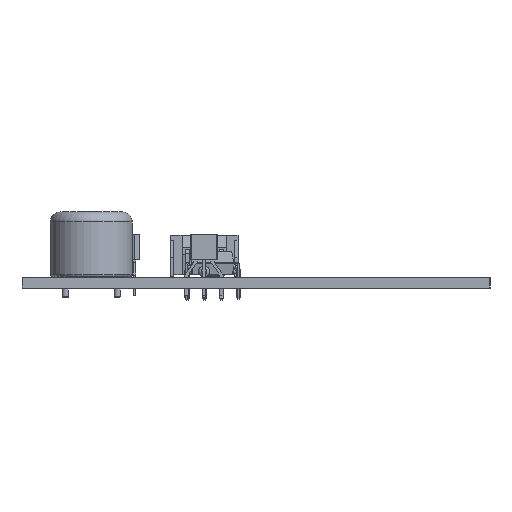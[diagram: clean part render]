
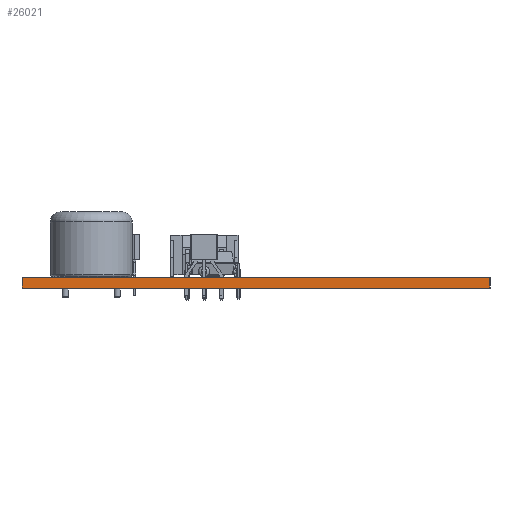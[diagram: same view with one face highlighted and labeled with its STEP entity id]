
A CAD part, left-side view. The second image highlights one B-rep face of the part: STEP entity #26021.
In plain terms, the highlighted planar face has unit normal (-1, 0, 0).
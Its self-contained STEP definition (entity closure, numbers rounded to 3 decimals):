
#25840 = PLANE('',#25841);
#25841 = AXIS2_PLACEMENT_3D('',#25842,#25843,#25844);
#25842 = CARTESIAN_POINT('',(224.79,-69.85,0.));
#25843 = DIRECTION('',(0.,-1.,0.));
#25844 = DIRECTION('',(-1.,0.,0.));
#25865 = VERTEX_POINT('',#25866);
#25866 = CARTESIAN_POINT('',(123.19,-69.85,1.6));
#25880 = PLANE('',#25881);
#25881 = AXIS2_PLACEMENT_3D('',#25882,#25883,#25884);
#25882 = CARTESIAN_POINT('',(173.99,-104.14,1.6));
#25883 = DIRECTION('',(0.,0.,1.));
#25884 = DIRECTION('',(1.,0.,0.));
#25892 = EDGE_CURVE('',#25893,#25865,#25895,.T.);
#25893 = VERTEX_POINT('',#25894);
#25894 = CARTESIAN_POINT('',(123.19,-69.85,0.));
#25895 = SURFACE_CURVE('',#25896,(#25900,#25907),.PCURVE_S1.);
#25896 = LINE('',#25897,#25898);
#25897 = CARTESIAN_POINT('',(123.19,-69.85,0.));
#25898 = VECTOR('',#25899,1.);
#25899 = DIRECTION('',(0.,0.,1.));
#25900 = PCURVE('',#25840,#25901);
#25901 = DEFINITIONAL_REPRESENTATION('',(#25902),#25906);
#25902 = LINE('',#25903,#25904);
#25903 = CARTESIAN_POINT('',(101.6,0.));
#25904 = VECTOR('',#25905,1.);
#25905 = DIRECTION('',(0.,-1.));
#25906 = ( GEOMETRIC_REPRESENTATION_CONTEXT(2) 
PARAMETRIC_REPRESENTATION_CONTEXT() REPRESENTATION_CONTEXT('2D SPACE',''
  ) );
#25907 = PCURVE('',#25908,#25913);
#25908 = PLANE('',#25909);
#25909 = AXIS2_PLACEMENT_3D('',#25910,#25911,#25912);
#25910 = CARTESIAN_POINT('',(123.19,-69.85,0.));
#25911 = DIRECTION('',(1.,0.,0.));
#25912 = DIRECTION('',(0.,-1.,0.));
#25913 = DEFINITIONAL_REPRESENTATION('',(#25914),#25918);
#25914 = LINE('',#25915,#25916);
#25915 = CARTESIAN_POINT('',(0.,0.));
#25916 = VECTOR('',#25917,1.);
#25917 = DIRECTION('',(0.,-1.));
#25918 = ( GEOMETRIC_REPRESENTATION_CONTEXT(2) 
PARAMETRIC_REPRESENTATION_CONTEXT() REPRESENTATION_CONTEXT('2D SPACE',''
  ) );
#25934 = PLANE('',#25935);
#25935 = AXIS2_PLACEMENT_3D('',#25936,#25937,#25938);
#25936 = CARTESIAN_POINT('',(173.99,-104.14,0.));
#25937 = DIRECTION('',(0.,0.,1.));
#25938 = DIRECTION('',(1.,0.,0.));
#25967 = PLANE('',#25968);
#25968 = AXIS2_PLACEMENT_3D('',#25969,#25970,#25971);
#25969 = CARTESIAN_POINT('',(123.19,-138.43,0.));
#25970 = DIRECTION('',(0.,1.,0.));
#25971 = DIRECTION('',(1.,0.,0.));
#26021 = ADVANCED_FACE('',(#26022),#25908,.F.);
#26022 = FACE_BOUND('',#26023,.F.);
#26023 = EDGE_LOOP('',(#26024,#26025,#26048,#26071));
#26024 = ORIENTED_EDGE('',*,*,#25892,.T.);
#26025 = ORIENTED_EDGE('',*,*,#26026,.T.);
#26026 = EDGE_CURVE('',#25865,#26027,#26029,.T.);
#26027 = VERTEX_POINT('',#26028);
#26028 = CARTESIAN_POINT('',(123.19,-138.43,1.6));
#26029 = SURFACE_CURVE('',#26030,(#26034,#26041),.PCURVE_S1.);
#26030 = LINE('',#26031,#26032);
#26031 = CARTESIAN_POINT('',(123.19,-69.85,1.6));
#26032 = VECTOR('',#26033,1.);
#26033 = DIRECTION('',(0.,-1.,0.));
#26034 = PCURVE('',#25908,#26035);
#26035 = DEFINITIONAL_REPRESENTATION('',(#26036),#26040);
#26036 = LINE('',#26037,#26038);
#26037 = CARTESIAN_POINT('',(0.,-1.6));
#26038 = VECTOR('',#26039,1.);
#26039 = DIRECTION('',(1.,0.));
#26040 = ( GEOMETRIC_REPRESENTATION_CONTEXT(2) 
PARAMETRIC_REPRESENTATION_CONTEXT() REPRESENTATION_CONTEXT('2D SPACE',''
  ) );
#26041 = PCURVE('',#25880,#26042);
#26042 = DEFINITIONAL_REPRESENTATION('',(#26043),#26047);
#26043 = LINE('',#26044,#26045);
#26044 = CARTESIAN_POINT('',(-50.8,34.29));
#26045 = VECTOR('',#26046,1.);
#26046 = DIRECTION('',(0.,-1.));
#26047 = ( GEOMETRIC_REPRESENTATION_CONTEXT(2) 
PARAMETRIC_REPRESENTATION_CONTEXT() REPRESENTATION_CONTEXT('2D SPACE',''
  ) );
#26048 = ORIENTED_EDGE('',*,*,#26049,.F.);
#26049 = EDGE_CURVE('',#26050,#26027,#26052,.T.);
#26050 = VERTEX_POINT('',#26051);
#26051 = CARTESIAN_POINT('',(123.19,-138.43,0.));
#26052 = SURFACE_CURVE('',#26053,(#26057,#26064),.PCURVE_S1.);
#26053 = LINE('',#26054,#26055);
#26054 = CARTESIAN_POINT('',(123.19,-138.43,0.));
#26055 = VECTOR('',#26056,1.);
#26056 = DIRECTION('',(0.,0.,1.));
#26057 = PCURVE('',#25908,#26058);
#26058 = DEFINITIONAL_REPRESENTATION('',(#26059),#26063);
#26059 = LINE('',#26060,#26061);
#26060 = CARTESIAN_POINT('',(68.58,0.));
#26061 = VECTOR('',#26062,1.);
#26062 = DIRECTION('',(0.,-1.));
#26063 = ( GEOMETRIC_REPRESENTATION_CONTEXT(2) 
PARAMETRIC_REPRESENTATION_CONTEXT() REPRESENTATION_CONTEXT('2D SPACE',''
  ) );
#26064 = PCURVE('',#25967,#26065);
#26065 = DEFINITIONAL_REPRESENTATION('',(#26066),#26070);
#26066 = LINE('',#26067,#26068);
#26067 = CARTESIAN_POINT('',(0.,0.));
#26068 = VECTOR('',#26069,1.);
#26069 = DIRECTION('',(0.,-1.));
#26070 = ( GEOMETRIC_REPRESENTATION_CONTEXT(2) 
PARAMETRIC_REPRESENTATION_CONTEXT() REPRESENTATION_CONTEXT('2D SPACE',''
  ) );
#26071 = ORIENTED_EDGE('',*,*,#26072,.F.);
#26072 = EDGE_CURVE('',#25893,#26050,#26073,.T.);
#26073 = SURFACE_CURVE('',#26074,(#26078,#26085),.PCURVE_S1.);
#26074 = LINE('',#26075,#26076);
#26075 = CARTESIAN_POINT('',(123.19,-69.85,0.));
#26076 = VECTOR('',#26077,1.);
#26077 = DIRECTION('',(0.,-1.,0.));
#26078 = PCURVE('',#25908,#26079);
#26079 = DEFINITIONAL_REPRESENTATION('',(#26080),#26084);
#26080 = LINE('',#26081,#26082);
#26081 = CARTESIAN_POINT('',(0.,0.));
#26082 = VECTOR('',#26083,1.);
#26083 = DIRECTION('',(1.,0.));
#26084 = ( GEOMETRIC_REPRESENTATION_CONTEXT(2) 
PARAMETRIC_REPRESENTATION_CONTEXT() REPRESENTATION_CONTEXT('2D SPACE',''
  ) );
#26085 = PCURVE('',#25934,#26086);
#26086 = DEFINITIONAL_REPRESENTATION('',(#26087),#26091);
#26087 = LINE('',#26088,#26089);
#26088 = CARTESIAN_POINT('',(-50.8,34.29));
#26089 = VECTOR('',#26090,1.);
#26090 = DIRECTION('',(0.,-1.));
#26091 = ( GEOMETRIC_REPRESENTATION_CONTEXT(2) 
PARAMETRIC_REPRESENTATION_CONTEXT() REPRESENTATION_CONTEXT('2D SPACE',''
  ) );
